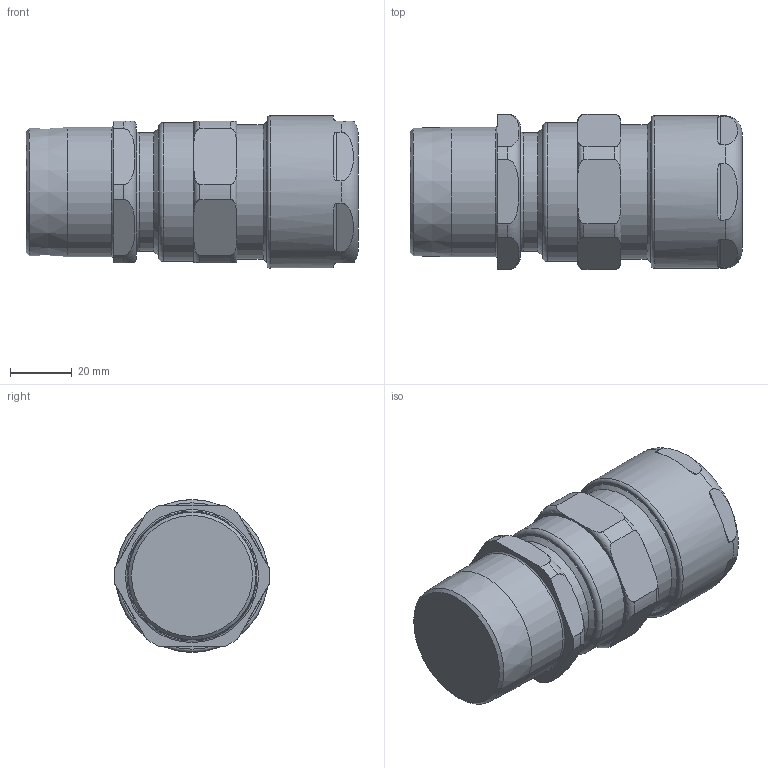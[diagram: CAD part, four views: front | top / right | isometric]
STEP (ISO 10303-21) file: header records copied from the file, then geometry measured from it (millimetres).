
FILE_DESCRIPTION(/* description */ (''),/* implementation_level */ '2;1');
FILE_NAME(/* name */ '501_453_RAC_X C_1_1_4_NPT.stp',/* time_stamp */ '2021-02-09T15:36:29+05:00',/* author */ ('jgandhi'),/* organization */ (''),/* preprocessor_version */ 'ST-DEVELOPER v18',/* originating_system */ 'Autodesk Inventor 2020',/* authorisation */ '');
FILE_SCHEMA (('AUTOMOTIVE_DESIGN { 1 0 10303 214 3 1 1 }'));
Length unit declared in the file: millimetre
Products named in the file (1): 501_453_RAC_X C_1_1_4_NPT
Bounding box: 107.8 x 50.47 x 49.5 mm (x, y, z)
Volume: 244529.8 mm3; surface area: 53131.3 mm2
Topology: 9 solids, 9 shells, 431 faces, 1322 edges, 911 vertices
Faces by surface type: torus 167, cone 92, cylinder 86, plane 84, sphere 2
Full cylindrical faces by diameter (mm): 0.8 x6, 26.5 x1, 33.3 x1, 34.95 x1, 35.4 x2, 37 x1, 37.4 x1, 38.1 x3, 38.4 x1, 38.8 x2, 41.275 x1, 42.16 x1, 43.54 x2, 44 x1, 44.4 x1, 45.15 x1, 46 x1, 49.5 x1
Entity records: 18666 total; most frequent: CARTESIAN_POINT 6702, ORIENTED_EDGE 2640, DIRECTION 2320, EDGE_CURVE 1320, AXIS2_PLACEMENT_3D 1017, VERTEX_POINT 911, CIRCLE 585, EDGE_LOOP 439
